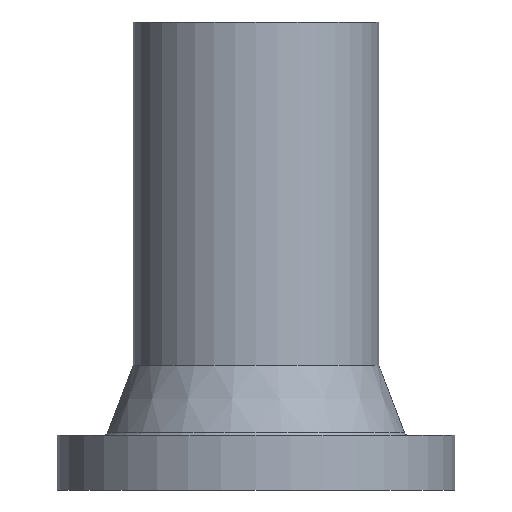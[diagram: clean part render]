
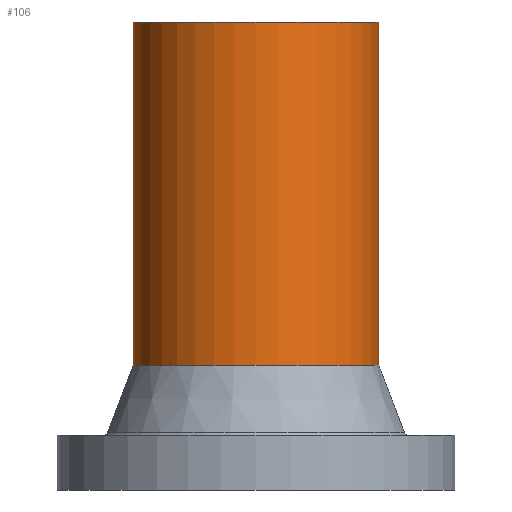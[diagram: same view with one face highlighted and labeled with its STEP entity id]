
A CAD part, front view. The second image highlights one B-rep face of the part: STEP entity #106.
In plain terms, the highlighted cylindrical face has radius 31.5 mm (diameter 63 mm), a partial arc.
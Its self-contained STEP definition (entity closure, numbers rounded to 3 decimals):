
#11 = CARTESIAN_POINT ( 'NONE',  ( 0., 0., 32. ) ) ;
#20 = CARTESIAN_POINT ( 'NONE',  ( 31.5, 0., 0. ) ) ;
#31 = EDGE_CURVE ( 'NONE', #187, #391, #426, .T. ) ;
#43 = DIRECTION ( 'NONE',  ( -1., 0., 0. ) ) ;
#57 = DIRECTION ( 'NONE',  ( -1., 0., 0. ) ) ;
#95 = ORIENTED_EDGE ( 'NONE', *, *, #393, .T. ) ;
#99 = CARTESIAN_POINT ( 'NONE',  ( 0., 0., 0. ) ) ;
#106 = ADVANCED_FACE ( 'NONE', ( #363 ), #432, .T. ) ;
#126 = VERTEX_POINT ( 'NONE', #143 ) ;
#127 = VECTOR ( 'NONE', #464, 1000. ) ;
#130 = CARTESIAN_POINT ( 'NONE',  ( -31.5, 0., 0. ) ) ;
#134 = CIRCLE ( 'NONE', #358, 31.5 ) ;
#140 = CARTESIAN_POINT ( 'NONE',  ( 31.5, 0., 120. ) ) ;
#143 = CARTESIAN_POINT ( 'NONE',  ( -31.5, 0., 120. ) ) ;
#157 = ORIENTED_EDGE ( 'NONE', *, *, #326, .T. ) ;
#162 = VECTOR ( 'NONE', #321, 1000. ) ;
#176 = CARTESIAN_POINT ( 'NONE',  ( 31.5, 0., 32. ) ) ;
#187 = VERTEX_POINT ( 'NONE', #176 ) ;
#192 = EDGE_CURVE ( 'NONE', #206, #187, #288, .T. ) ;
#200 = CARTESIAN_POINT ( 'NONE',  ( -31.5, 0., 32. ) ) ;
#206 = VERTEX_POINT ( 'NONE', #140 ) ;
#225 = AXIS2_PLACEMENT_3D ( 'NONE', #11, #282, #57 ) ;
#261 = ORIENTED_EDGE ( 'NONE', *, *, #192, .F. ) ;
#282 = DIRECTION ( 'NONE',  ( 0., 0., -1. ) ) ;
#288 = LINE ( 'NONE', #20, #162 ) ;
#305 = DIRECTION ( 'NONE',  ( 0., 0., -1. ) ) ;
#313 = CARTESIAN_POINT ( 'NONE',  ( 0., 0., 120. ) ) ;
#321 = DIRECTION ( 'NONE',  ( 0., 0., -1. ) ) ;
#326 = EDGE_CURVE ( 'NONE', #126, #391, #379, .T. ) ;
#358 = AXIS2_PLACEMENT_3D ( 'NONE', #313, #305, #43 ) ;
#363 = FACE_OUTER_BOUND ( 'NONE', #415, .T. ) ;
#365 = AXIS2_PLACEMENT_3D ( 'NONE', #99, #472, #438 ) ;
#379 = LINE ( 'NONE', #130, #127 ) ;
#391 = VERTEX_POINT ( 'NONE', #200 ) ;
#393 = EDGE_CURVE ( 'NONE', #206, #126, #134, .T. ) ;
#412 = ORIENTED_EDGE ( 'NONE', *, *, #31, .F. ) ;
#415 = EDGE_LOOP ( 'NONE', ( #261, #95, #157, #412 ) ) ;
#426 = CIRCLE ( 'NONE', #225, 31.5 ) ;
#432 = CYLINDRICAL_SURFACE ( 'NONE', #365, 31.5 ) ;
#438 = DIRECTION ( 'NONE',  ( -1., 0., 0. ) ) ;
#464 = DIRECTION ( 'NONE',  ( 0., 0., -1. ) ) ;
#472 = DIRECTION ( 'NONE',  ( 0., 0., -1. ) ) ;
